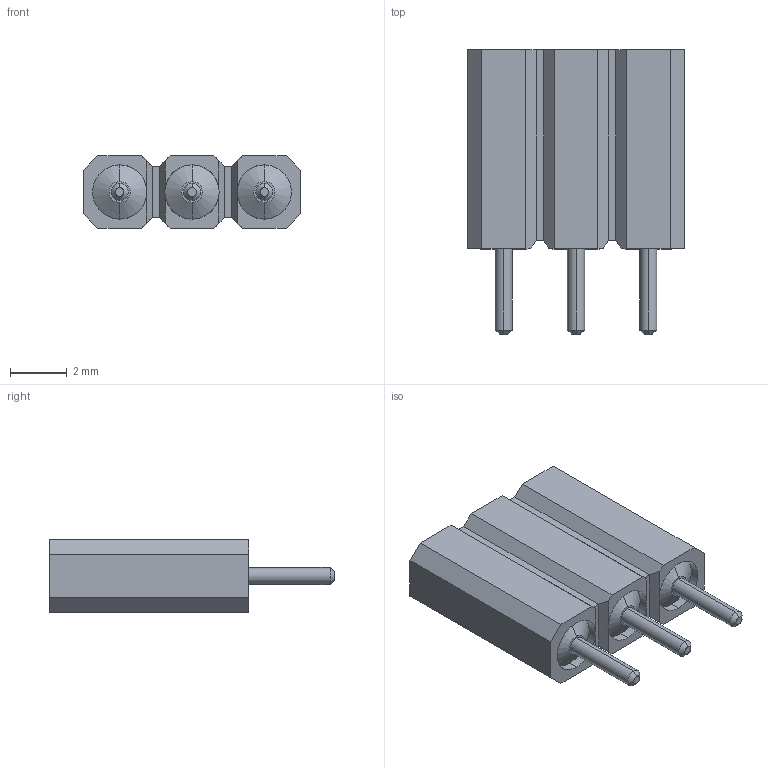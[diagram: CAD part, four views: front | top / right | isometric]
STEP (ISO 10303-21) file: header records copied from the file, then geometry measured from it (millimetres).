
FILE_DESCRIPTION (( 'STEP AP214' ), '1' );
FILE_NAME ('801-87-003-10-001101.STEP', '2020-04-11T06:49:52', ( '' ), ( '' ), 'SwSTEP 2.0', 'SolidWorks 2018', '' );
FILE_SCHEMA (( 'AUTOMOTIVE_DESIGN' ));
Length unit declared in the file: millimetre
Products named in the file (1): 801-87-003-10-001101
Bounding box: 7.62 x 10 x 2.54 mm (x, y, z)
Volume: 121.7 mm3; surface area: 608.4 mm2
Topology: 7 solids, 7 shells, 128 faces, 292 edges, 172 vertices
Faces by surface type: plane 50, cone 42, cylinder 36
Entity records: 3578 total; most frequent: DIRECTION 640, CARTESIAN_POINT 593, ORIENTED_EDGE 560, EDGE_CURVE 280, AXIS2_PLACEMENT_3D 235, VERTEX_POINT 172, VECTOR 170, LINE 170
